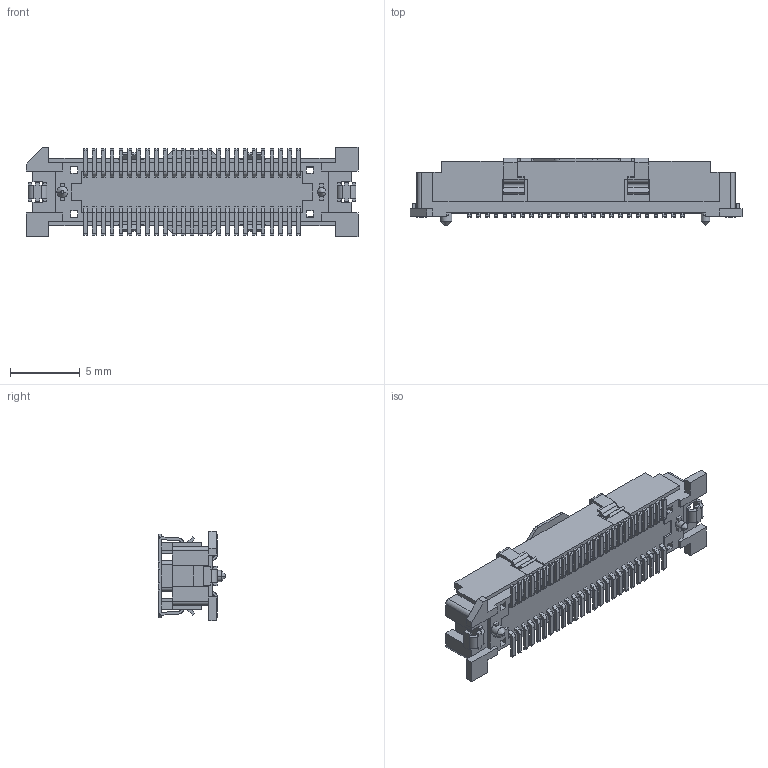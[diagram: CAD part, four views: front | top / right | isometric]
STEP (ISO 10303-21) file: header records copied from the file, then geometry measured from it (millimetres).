
FILE_DESCRIPTION((''),'2;1');
FILE_NAME('528850574','2020-01-22T',('gga'),(''),'PRO/ENGINEER BY PARAMETRIC TECHNOLOGY CORPORATION, 2016010','PRO/ENGINEER BY PARAMETRIC TECHNOLOGY CORPORATION, 2016010','');
FILE_SCHEMA(('CONFIG_CONTROL_DESIGN'));
Length unit declared in the file: millimetre
Products named in the file (1): 528850574
Bounding box: 23.75 x 4.8 x 6.4 mm (x, y, z)
Volume: 286.2 mm3; surface area: 921.5 mm2
Topology: 1 solids, 1 shells, 1178 faces, 3461 edges, 2373 vertices
Faces by surface type: plane 956, cylinder 218, cone 4
Entity records: 38526 total; most frequent: CARTESIAN_POINT 6795, ORIENTED_EDGE 6490, DIRECTION 6267, EDGE_CURVE 3245, VECTOR 3009, LINE 3009, VERTEX_POINT 2157, AXIS2_PLACEMENT_3D 1629
